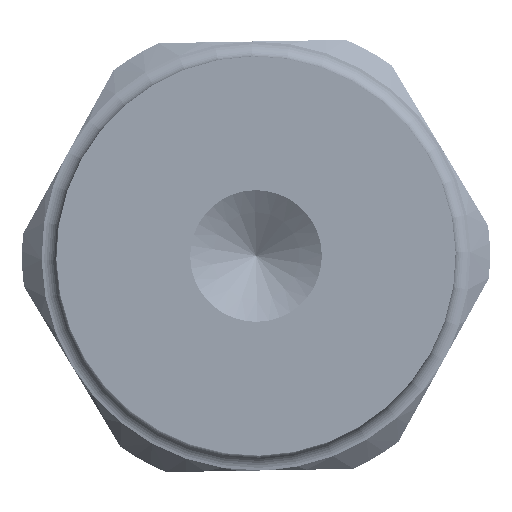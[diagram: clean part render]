
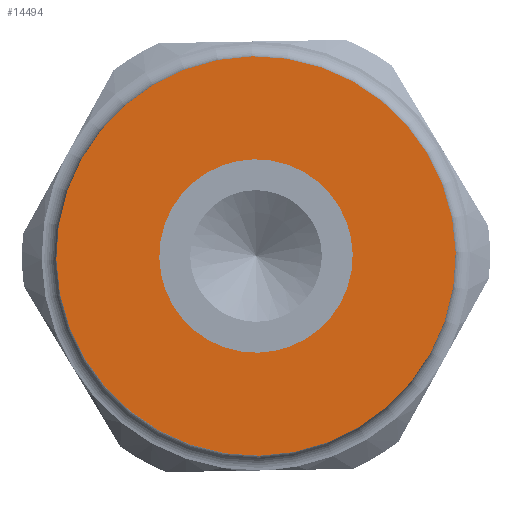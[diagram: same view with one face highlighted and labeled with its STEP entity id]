
A CAD part, front view. The second image highlights one B-rep face of the part: STEP entity #14494.
In plain terms, the highlighted planar face has unit normal (0, -1, 0).
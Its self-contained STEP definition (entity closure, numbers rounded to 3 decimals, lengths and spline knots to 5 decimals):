
#128=FACE_BOUND('',#3436,.T.);
#355=PLANE('',#15825);
#2669=FACE_OUTER_BOUND('',#3435,.T.);
#3435=EDGE_LOOP('',(#13003));
#3436=EDGE_LOOP('',(#13004));
#4601=CIRCLE('',#15810,0.155);
#4605=CIRCLE('',#15817,0.32);
#6005=VERTEX_POINT('',#48967);
#6008=VERTEX_POINT('',#48979);
#8328=EDGE_CURVE('',#6005,#6005,#4601,.T.);
#8335=EDGE_CURVE('',#6008,#6008,#4605,.T.);
#13003=ORIENTED_EDGE('',*,*,#8335,.T.);
#13004=ORIENTED_EDGE('',*,*,#8328,.T.);
#14494=ADVANCED_FACE('',(#2669,#128),#355,.F.);
#15810=AXIS2_PLACEMENT_3D('',#48968,#18502,#18503);
#15817=AXIS2_PLACEMENT_3D('',#48981,#18519,#18520);
#15825=AXIS2_PLACEMENT_3D('',#48994,#18540,#18541);
#18502=DIRECTION('center_axis',(0.,1.,0.));
#18503=DIRECTION('ref_axis',(-0.857,0.,-0.515));
#18519=DIRECTION('center_axis',(0.,-1.,0.));
#18520=DIRECTION('ref_axis',(0.857,0.,0.515));
#18540=DIRECTION('center_axis',(0.,1.,0.));
#18541=DIRECTION('ref_axis',(0.857,0.,0.515));
#48967=CARTESIAN_POINT('',(0.13283,0.04,0.07987));
#48968=CARTESIAN_POINT('Origin',(0.,0.04,
0.));
#48979=CARTESIAN_POINT('',(-0.27424,0.04,-0.1649));
#48981=CARTESIAN_POINT('Origin',(0.,0.04,
0.));
#48994=CARTESIAN_POINT('Origin',(0.,0.04,
0.));
